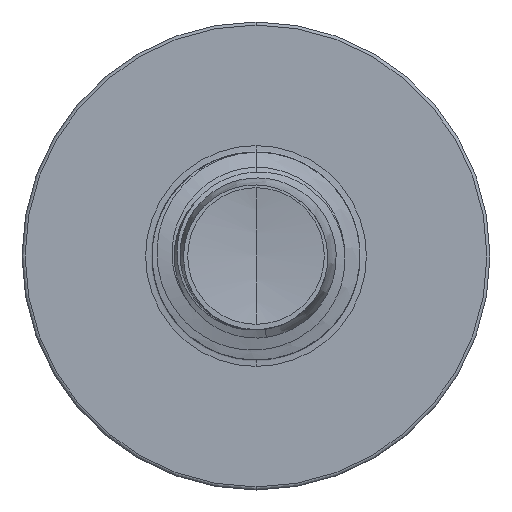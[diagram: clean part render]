
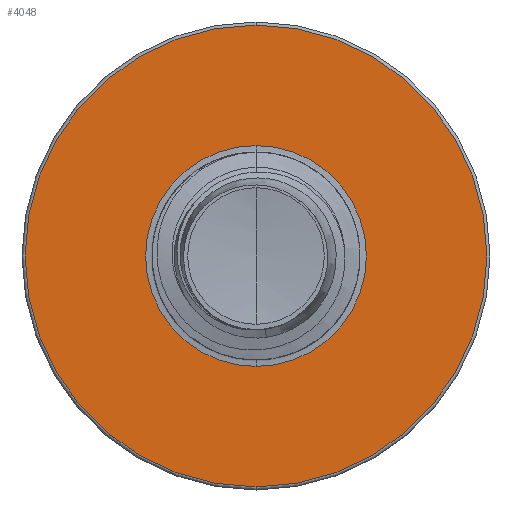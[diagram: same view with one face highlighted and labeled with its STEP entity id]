
A CAD part, front view. The second image highlights one B-rep face of the part: STEP entity #4048.
In plain terms, the highlighted planar face has unit normal (0, -1, 0).
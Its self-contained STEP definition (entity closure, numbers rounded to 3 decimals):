
#2065 = ORIENTED_EDGE ( 'NONE', *, *, #36175, .T. ) ;
#3366 = CIRCLE ( 'NONE', #30861, 6.66 ) ;
#3728 = VERTEX_POINT ( 'NONE', #17167 ) ;
#4048 = ADVANCED_FACE ( 'NONE', ( #55697, #45677 ), #42504, .F. ) ;
#6827 = ORIENTED_EDGE ( 'NONE', *, *, #56929, .T. ) ;
#7993 = VERTEX_POINT ( 'NONE', #28330 ) ;
#10325 = CIRCLE ( 'NONE', #60214, 6.66 ) ;
#17167 = CARTESIAN_POINT ( 'NONE',  ( 0., 37.5, 6.66 ) ) ;
#17881 = CIRCLE ( 'NONE', #50453, 3.186 ) ;
#18005 = DIRECTION ( 'NONE',  ( 0., 1., 0. ) ) ;
#19143 = DIRECTION ( 'NONE',  ( 0., 1., 0. ) ) ;
#20452 = VERTEX_POINT ( 'NONE', #31256 ) ;
#24232 = DIRECTION ( 'NONE',  ( 0., 1., 0. ) ) ;
#24842 = CARTESIAN_POINT ( 'NONE',  ( 0., 37.5, 0. ) ) ;
#27445 = CARTESIAN_POINT ( 'NONE',  ( 0., 37.5, 0. ) ) ;
#28330 = CARTESIAN_POINT ( 'NONE',  ( 0., 37.5, 3.186 ) ) ;
#29136 = AXIS2_PLACEMENT_3D ( 'NONE', #27445, #61920, #32415 ) ;
#29783 = DIRECTION ( 'NONE',  ( 0., 0., 1. ) ) ;
#30391 = VERTEX_POINT ( 'NONE', #58493 ) ;
#30861 = AXIS2_PLACEMENT_3D ( 'NONE', #24842, #59307, #29783 ) ;
#31256 = CARTESIAN_POINT ( 'NONE',  ( 0., 37.5, -3.186 ) ) ;
#32415 = DIRECTION ( 'NONE',  ( 0., 0., 1. ) ) ;
#34727 = AXIS2_PLACEMENT_3D ( 'NONE', #61263, #18005, #52462 ) ;
#36175 = EDGE_CURVE ( 'NONE', #7993, #20452, #59675, .T. ) ;
#40423 = EDGE_CURVE ( 'NONE', #30391, #3728, #3366, .T. ) ;
#42504 = PLANE ( 'NONE',  #34727 ) ;
#45421 = EDGE_LOOP ( 'NONE', ( #2065, #6827 ) ) ;
#45677 = FACE_BOUND ( 'NONE', #45421, .T. ) ;
#46871 = EDGE_LOOP ( 'NONE', ( #61788, #60570 ) ) ;
#47486 = EDGE_CURVE ( 'NONE', #3728, #30391, #10325, .T. ) ;
#48641 = CARTESIAN_POINT ( 'NONE',  ( 0., 37.5, 0. ) ) ;
#50453 = AXIS2_PLACEMENT_3D ( 'NONE', #53785, #24232, #58695 ) ;
#52462 = DIRECTION ( 'NONE',  ( 0., 0., 1. ) ) ;
#53612 = DIRECTION ( 'NONE',  ( 0., 0., 1. ) ) ;
#53785 = CARTESIAN_POINT ( 'NONE',  ( 0., 37.5, 0. ) ) ;
#55697 = FACE_OUTER_BOUND ( 'NONE', #46871, .T. ) ;
#56929 = EDGE_CURVE ( 'NONE', #20452, #7993, #17881, .T. ) ;
#58493 = CARTESIAN_POINT ( 'NONE',  ( 0., 37.5, -6.66 ) ) ;
#58695 = DIRECTION ( 'NONE',  ( 0., 0., 1. ) ) ;
#59307 = DIRECTION ( 'NONE',  ( 0., 1., 0. ) ) ;
#59675 = CIRCLE ( 'NONE', #29136, 3.186 ) ;
#60214 = AXIS2_PLACEMENT_3D ( 'NONE', #48641, #19143, #53612 ) ;
#60570 = ORIENTED_EDGE ( 'NONE', *, *, #40423, .F. ) ;
#61263 = CARTESIAN_POINT ( 'NONE',  ( 0., 37.5, -3.186 ) ) ;
#61788 = ORIENTED_EDGE ( 'NONE', *, *, #47486, .F. ) ;
#61920 = DIRECTION ( 'NONE',  ( 0., 1., 0. ) ) ;
